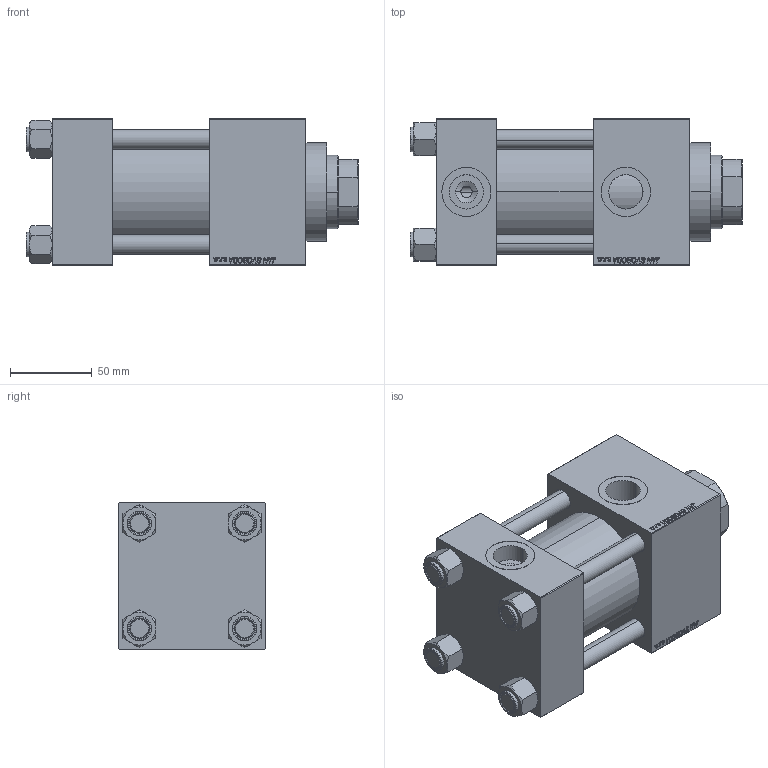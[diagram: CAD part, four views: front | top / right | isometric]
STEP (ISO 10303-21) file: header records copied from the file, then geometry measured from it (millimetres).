
FILE_DESCRIPTION (( 'STEP AP203' ), '1' );
FILE_NAME ('08a5.STEP', '2025-02-27T07:38:15', ( '' ), ( '' ), 'SwSTEP 2.0', 'SolidWorks 2019', '' );
FILE_SCHEMA (( 'CONFIG_CONTROL_DESIGN' ));
Length unit declared in the file: millimetre
Products named in the file (6): 08a5; V215CR_C_Body 698e91f06f3cffb51824b45399e2df54; V215CR_VCP_C 698e91f06f3cffb51824b45399e2df54; NUT_M5_C 698e91f06f3cffb51824b45399e2df54; V215_VC_A 698e91f06f3cffb51824b45399e2df54; V215CR_C_TYCINKA 698e91f06f3cffb51824b45399e2df54
Assembly tree (11 placements, depth 2):
  08a5
    V215CR_C_Body 698e91f06f3cffb51824b45399e2df54
    V215CR_VCP_C 698e91f06f3cffb51824b45399e2df54
    NUT_M5_C 698e91f06f3cffb51824b45399e2df54  x4
    V215CR_C_TYCINKA 698e91f06f3cffb51824b45399e2df54  x4
    V215_VC_A 698e91f06f3cffb51824b45399e2df54
Bounding box: 203 x 90 x 90 mm (x, y, z)
Volume: 997965 mm3; surface area: 189930.1 mm2
Topology: 11 solids, 11 shells, 1145 faces, 2871 edges, 1863 vertices
Faces by surface type: plane 525, bspline 392, cone 136, cylinder 84, torus 8
Entity records: 50155 total; most frequent: CARTESIAN_POINT 27110, ORIENTED_EDGE 5234, DIRECTION 3285, EDGE_CURVE 2617, VERTEX_POINT 1719, VECTOR 1589, LINE 1589, EDGE_LOOP 1152
